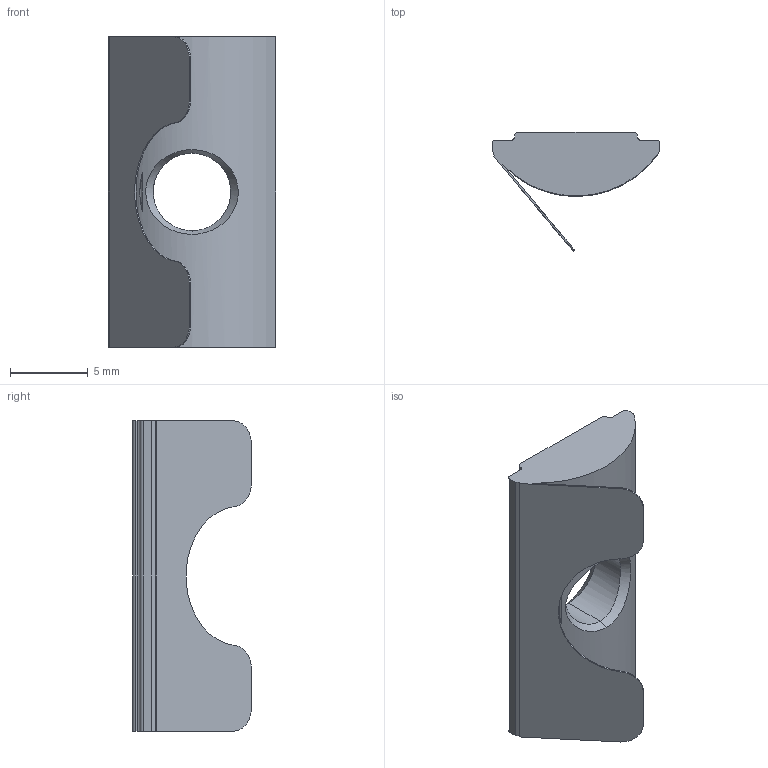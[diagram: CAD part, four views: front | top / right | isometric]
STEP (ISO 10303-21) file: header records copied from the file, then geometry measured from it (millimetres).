
FILE_DESCRIPTION (( 'STEP AP214' ), '1' );
FILE_NAME ('096426fe.STEP', '2014-08-18T08:15:46', ( '' ), ( '' ), 'SwSTEP 2.0', 'SolidWorks 2014', '' );
FILE_SCHEMA (( 'AUTOMOTIVE_DESIGN' ));
Length unit declared in the file: millimetre
Products named in the file (1): 096426fe
Bounding box: 10.8 x 7.66 x 20 mm (x, y, z)
Volume: 599 mm3; surface area: 795.2 mm2
Topology: 1 solids, 1 shells, 35 faces, 92 edges, 60 vertices
Faces by surface type: cylinder 16, plane 15, bspline 2, cone 2
Entity records: 1348 total; most frequent: CARTESIAN_POINT 411, DIRECTION 184, ORIENTED_EDGE 184, EDGE_CURVE 92, AXIS2_PLACEMENT_3D 65, VERTEX_POINT 60, VECTOR 54, LINE 54
